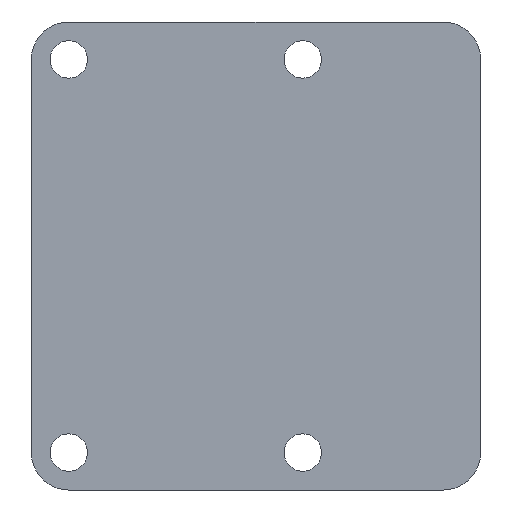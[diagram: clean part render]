
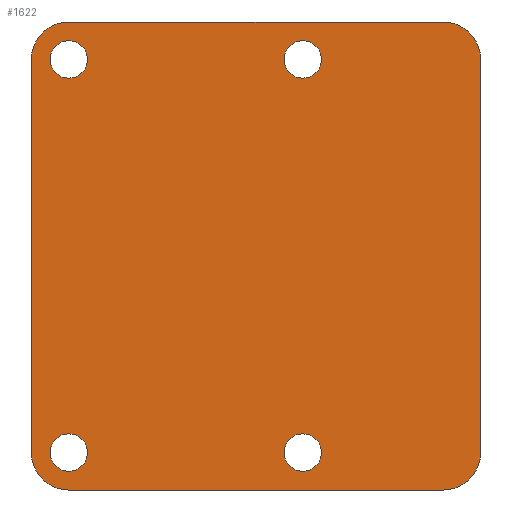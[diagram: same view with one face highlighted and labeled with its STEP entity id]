
A CAD part, left-side view. The second image highlights one B-rep face of the part: STEP entity #1622.
In plain terms, the highlighted planar face has unit normal (-1, 0, 0).
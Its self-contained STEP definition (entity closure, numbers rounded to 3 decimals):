
#48=FACE_BOUND('',#161,.T.);
#49=FACE_BOUND('',#162,.T.);
#50=FACE_BOUND('',#163,.T.);
#51=FACE_BOUND('',#164,.T.);
#67=FACE_OUTER_BOUND('',#160,.T.);
#160=EDGE_LOOP('',(#1056,#1057,#1058,#1059,#1060,#1061,#1062,#1063));
#161=EDGE_LOOP('',(#1064));
#162=EDGE_LOOP('',(#1065));
#163=EDGE_LOOP('',(#1066));
#164=EDGE_LOOP('',(#1067));
#272=LINE('',#2366,#438);
#273=LINE('',#2370,#439);
#274=LINE('',#2374,#440);
#275=LINE('',#2377,#441);
#438=VECTOR('',#1892,10.);
#439=VECTOR('',#1895,10.);
#440=VECTOR('',#1898,10.);
#441=VECTOR('',#1901,10.);
#604=CIRCLE('',#1734,2.);
#605=CIRCLE('',#1735,2.);
#606=CIRCLE('',#1736,2.);
#607=CIRCLE('',#1737,2.);
#608=CIRCLE('',#1738,1.);
#609=CIRCLE('',#1739,1.);
#610=CIRCLE('',#1740,1.);
#611=CIRCLE('',#1741,1.);
#664=VERTEX_POINT('',#2362);
#665=VERTEX_POINT('',#2363);
#666=VERTEX_POINT('',#2365);
#667=VERTEX_POINT('',#2367);
#668=VERTEX_POINT('',#2369);
#669=VERTEX_POINT('',#2371);
#670=VERTEX_POINT('',#2373);
#671=VERTEX_POINT('',#2375);
#672=VERTEX_POINT('',#2378);
#673=VERTEX_POINT('',#2380);
#674=VERTEX_POINT('',#2382);
#675=VERTEX_POINT('',#2384);
#822=EDGE_CURVE('',#664,#665,#604,.T.);
#823=EDGE_CURVE('',#666,#664,#272,.T.);
#824=EDGE_CURVE('',#667,#666,#605,.T.);
#825=EDGE_CURVE('',#668,#667,#273,.T.);
#826=EDGE_CURVE('',#669,#668,#606,.T.);
#827=EDGE_CURVE('',#670,#669,#274,.T.);
#828=EDGE_CURVE('',#671,#670,#607,.T.);
#829=EDGE_CURVE('',#665,#671,#275,.T.);
#830=EDGE_CURVE('',#672,#672,#608,.T.);
#831=EDGE_CURVE('',#673,#673,#609,.T.);
#832=EDGE_CURVE('',#674,#674,#610,.T.);
#833=EDGE_CURVE('',#675,#675,#611,.T.);
#1056=ORIENTED_EDGE('',*,*,#822,.F.);
#1057=ORIENTED_EDGE('',*,*,#823,.F.);
#1058=ORIENTED_EDGE('',*,*,#824,.F.);
#1059=ORIENTED_EDGE('',*,*,#825,.F.);
#1060=ORIENTED_EDGE('',*,*,#826,.F.);
#1061=ORIENTED_EDGE('',*,*,#827,.F.);
#1062=ORIENTED_EDGE('',*,*,#828,.F.);
#1063=ORIENTED_EDGE('',*,*,#829,.F.);
#1064=ORIENTED_EDGE('',*,*,#830,.F.);
#1065=ORIENTED_EDGE('',*,*,#831,.F.);
#1066=ORIENTED_EDGE('',*,*,#832,.F.);
#1067=ORIENTED_EDGE('',*,*,#833,.F.);
#1524=PLANE('',#1733);
#1622=ADVANCED_FACE('',(#67,#48,#49,#50,#51),#1524,.F.);
#1733=AXIS2_PLACEMENT_3D('',#2361,#1888,#1889);
#1734=AXIS2_PLACEMENT_3D('',#2364,#1890,#1891);
#1735=AXIS2_PLACEMENT_3D('',#2368,#1893,#1894);
#1736=AXIS2_PLACEMENT_3D('',#2372,#1896,#1897);
#1737=AXIS2_PLACEMENT_3D('',#2376,#1899,#1900);
#1738=AXIS2_PLACEMENT_3D('',#2379,#1902,#1903);
#1739=AXIS2_PLACEMENT_3D('',#2381,#1904,#1905);
#1740=AXIS2_PLACEMENT_3D('',#2383,#1906,#1907);
#1741=AXIS2_PLACEMENT_3D('',#2385,#1908,#1909);
#1888=DIRECTION('center_axis',(1.,0.,0.));
#1889=DIRECTION('ref_axis',(0.,0.,-1.));
#1890=DIRECTION('center_axis',(1.,0.,0.));
#1891=DIRECTION('ref_axis',(0.,0.,1.));
#1892=DIRECTION('',(0.,-1.,0.));
#1893=DIRECTION('center_axis',(1.,0.,0.));
#1894=DIRECTION('ref_axis',(0.,1.,0.));
#1895=DIRECTION('',(0.,0.,1.));
#1896=DIRECTION('center_axis',(1.,0.,0.));
#1897=DIRECTION('ref_axis',(0.,0.,-1.));
#1898=DIRECTION('',(0.,1.,0.));
#1899=DIRECTION('center_axis',(1.,0.,0.));
#1900=DIRECTION('ref_axis',(0.,-1.,0.));
#1901=DIRECTION('',(0.,0.,-1.));
#1902=DIRECTION('center_axis',(-1.,0.,0.));
#1903=DIRECTION('ref_axis',(0.,0.,-1.));
#1904=DIRECTION('center_axis',(-1.,0.,0.));
#1905=DIRECTION('ref_axis',(0.,0.,-1.));
#1906=DIRECTION('center_axis',(-1.,0.,0.));
#1907=DIRECTION('ref_axis',(0.,0.,-1.));
#1908=DIRECTION('center_axis',(-1.,0.,0.));
#1909=DIRECTION('ref_axis',(0.,0.,-1.));
#2361=CARTESIAN_POINT('Origin',(0.,0.,0.));
#2362=CARTESIAN_POINT('',(0.,-10.,12.5));
#2363=CARTESIAN_POINT('',(0.,-12.,10.5));
#2364=CARTESIAN_POINT('Origin',(0.,-10.,10.5));
#2365=CARTESIAN_POINT('',(0.,10.,12.5));
#2366=CARTESIAN_POINT('',(0.,10.,12.5));
#2367=CARTESIAN_POINT('',(0.,12.,10.5));
#2368=CARTESIAN_POINT('Origin',(0.,10.,10.5));
#2369=CARTESIAN_POINT('',(0.,12.,-10.5));
#2370=CARTESIAN_POINT('',(0.,12.,-10.5));
#2371=CARTESIAN_POINT('',(0.,10.,-12.5));
#2372=CARTESIAN_POINT('Origin',(0.,10.,-10.5));
#2373=CARTESIAN_POINT('',(0.,-10.,-12.5));
#2374=CARTESIAN_POINT('',(0.,-10.,-12.5));
#2375=CARTESIAN_POINT('',(0.,-12.,-10.5));
#2376=CARTESIAN_POINT('Origin',(0.,-10.,-10.5));
#2377=CARTESIAN_POINT('',(0.,-12.,10.5));
#2378=CARTESIAN_POINT('',(0.,10.,-9.5));
#2379=CARTESIAN_POINT('Origin',(0.,10.,-10.5));
#2380=CARTESIAN_POINT('',(0.,-2.5,-9.5));
#2381=CARTESIAN_POINT('Origin',(0.,-2.5,-10.5));
#2382=CARTESIAN_POINT('',(0.,-2.5,11.5));
#2383=CARTESIAN_POINT('Origin',(0.,-2.5,10.5));
#2384=CARTESIAN_POINT('',(0.,10.,11.5));
#2385=CARTESIAN_POINT('Origin',(0.,10.,10.5));
